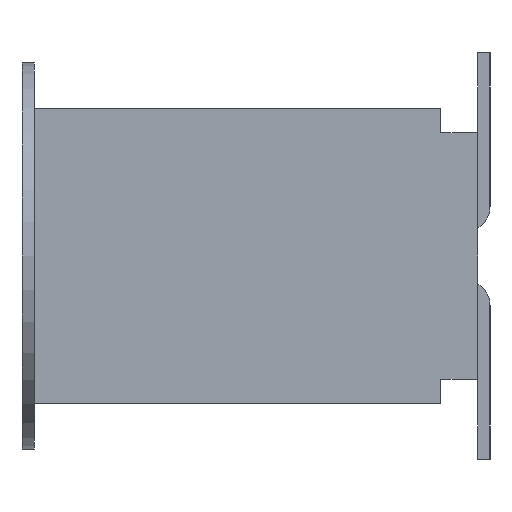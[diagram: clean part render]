
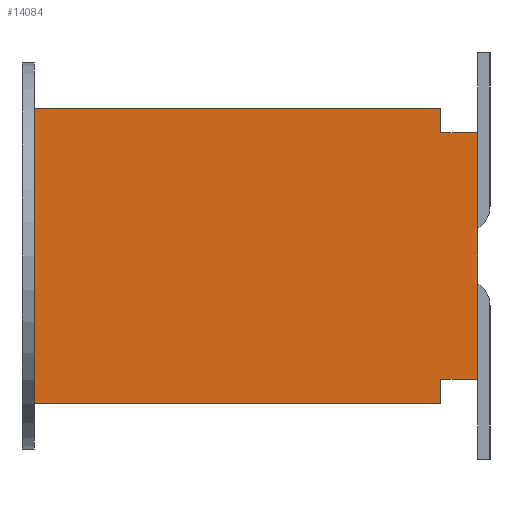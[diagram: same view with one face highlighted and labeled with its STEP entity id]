
A CAD part, left-side view. The second image highlights one B-rep face of the part: STEP entity #14084.
In plain terms, the highlighted planar face has unit normal (-1, 0, 0).
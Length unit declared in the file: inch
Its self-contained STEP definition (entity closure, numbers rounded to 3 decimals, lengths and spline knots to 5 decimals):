
#279=ORIENTED_EDGE('',*,*,#4355,.F.);
#280=ORIENTED_EDGE('',*,*,#4356,.T.);
#281=ORIENTED_EDGE('',*,*,#4357,.F.);
#282=ORIENTED_EDGE('',*,*,#4358,.T.);
#283=ORIENTED_EDGE('',*,*,#4359,.F.);
#284=ORIENTED_EDGE('',*,*,#4360,.F.);
#285=ORIENTED_EDGE('',*,*,#4361,.T.);
#286=ORIENTED_EDGE('',*,*,#4362,.T.);
#4355=EDGE_CURVE('',#6393,#6394,#7699,.T.);
#4356=EDGE_CURVE('',#6393,#6395,#7700,.T.);
#4357=EDGE_CURVE('',#6396,#6395,#7701,.T.);
#4358=EDGE_CURVE('',#6396,#6397,#7702,.T.);
#4359=EDGE_CURVE('',#6398,#6397,#7703,.T.);
#4360=EDGE_CURVE('',#6399,#6398,#7704,.T.);
#4361=EDGE_CURVE('',#6399,#6400,#7705,.T.);
#4362=EDGE_CURVE('',#6400,#6394,#7706,.T.);
#6393=VERTEX_POINT('',#19827);
#6394=VERTEX_POINT('',#19828);
#6395=VERTEX_POINT('',#19830);
#6396=VERTEX_POINT('',#19832);
#6397=VERTEX_POINT('',#19834);
#6398=VERTEX_POINT('',#19836);
#6399=VERTEX_POINT('',#19838);
#6400=VERTEX_POINT('',#19840);
#7699=LINE('',#19826,#9575);
#7700=LINE('',#19829,#9576);
#7701=LINE('',#19831,#9577);
#7702=LINE('',#19833,#9578);
#7703=LINE('',#19835,#9579);
#7704=LINE('',#19837,#9580);
#7705=LINE('',#19839,#9581);
#7706=LINE('',#19841,#9582);
#9575=VECTOR('',#15944,39.37008);
#9576=VECTOR('',#15945,39.37008);
#9577=VECTOR('',#15946,39.37008);
#9578=VECTOR('',#15947,39.37008);
#9579=VECTOR('',#15948,39.37008);
#9580=VECTOR('',#15949,39.37008);
#9581=VECTOR('',#15950,39.37008);
#9582=VECTOR('',#15951,39.37008);
#11451=EDGE_LOOP('',(#279,#280,#281,#282,#283,#284,#285,#286));
#12389=FACE_BOUND('',#11451,.T.);
#13327=PLANE('',#14937);
#14084=ADVANCED_FACE('',(#12389),#13327,.F.);
#14937=AXIS2_PLACEMENT_3D('',#19825,#15942,#15943);
#15942=DIRECTION('',(1.,0.,0.));
#15943=DIRECTION('',(0.,0.,-1.));
#15944=DIRECTION('',(0.,1.,0.));
#15945=DIRECTION('',(0.,0.,1.));
#15946=DIRECTION('',(0.,-1.,0.));
#15947=DIRECTION('',(0.,0.,1.));
#15948=DIRECTION('',(0.,-1.,0.));
#15949=DIRECTION('',(0.,0.,1.));
#15950=DIRECTION('',(0.,-1.,0.));
#15951=DIRECTION('',(0.,0.,1.));
#19825=CARTESIAN_POINT('',(-0.5075,0.18,-0.06));
#19826=CARTESIAN_POINT('',(-0.5075,0.18,-0.05));
#19827=CARTESIAN_POINT('',(-0.5075,0.,-0.05));
#19828=CARTESIAN_POINT('',(-0.5075,0.015,-0.05));
#19829=CARTESIAN_POINT('',(-0.5075,0.,-0.06));
#19830=CARTESIAN_POINT('',(-0.5075,0.,0.05));
#19831=CARTESIAN_POINT('',(-0.5075,0.18,0.05));
#19832=CARTESIAN_POINT('',(-0.5075,0.015,0.05));
#19833=CARTESIAN_POINT('',(-0.5075,0.015,-0.06));
#19834=CARTESIAN_POINT('',(-0.5075,0.015,0.06));
#19835=CARTESIAN_POINT('',(-0.5075,0.18,0.06));
#19836=CARTESIAN_POINT('',(-0.5075,0.18,0.06));
#19837=CARTESIAN_POINT('',(-0.5075,0.18,-0.06));
#19838=CARTESIAN_POINT('',(-0.5075,0.18,-0.06));
#19839=CARTESIAN_POINT('',(-0.5075,0.18,-0.06));
#19840=CARTESIAN_POINT('',(-0.5075,0.015,-0.06));
#19841=CARTESIAN_POINT('',(-0.5075,0.015,-0.06));
